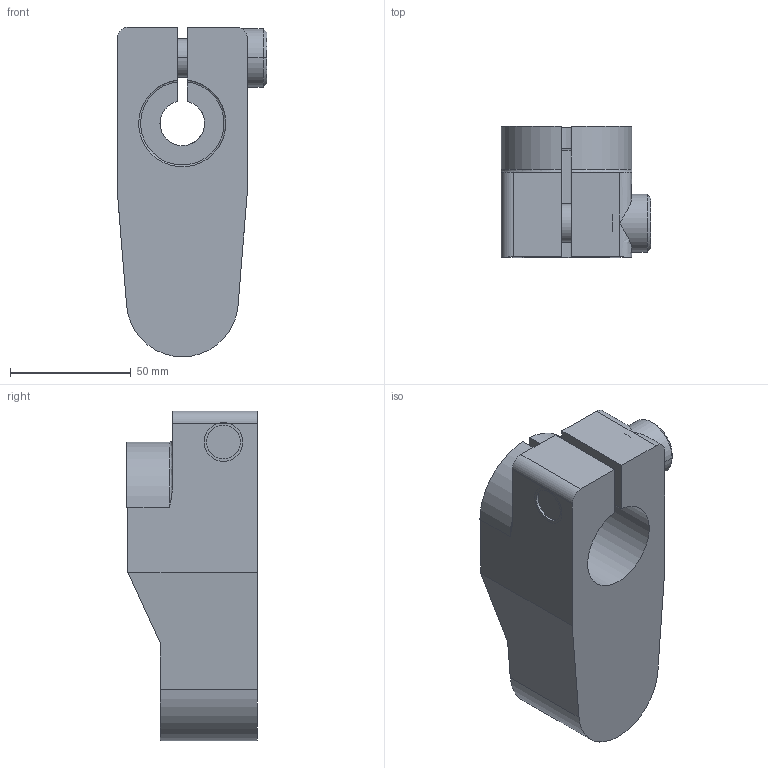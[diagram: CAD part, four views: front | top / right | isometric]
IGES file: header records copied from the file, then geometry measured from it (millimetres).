
Start section:  PTC IGES file: ilcml9146300.igs
Global section: file name: ilcml9146300.igs; native system: Pro/ENGINEER by Parametric Technology Corporation; preprocessor: 2007460; author: QAM; organization: Unknown; date: 20130710.131955; units: millimetre
Bounding box: 62 x 54 x 136.3 mm (x, y, z)
Surface area: 40804.1 mm2 (no closed solid volume)
Topology: 0 solids, 0 shells, 55 faces, 276 edges, 276 vertices
Faces by surface type: bspline 28, revolution 27
